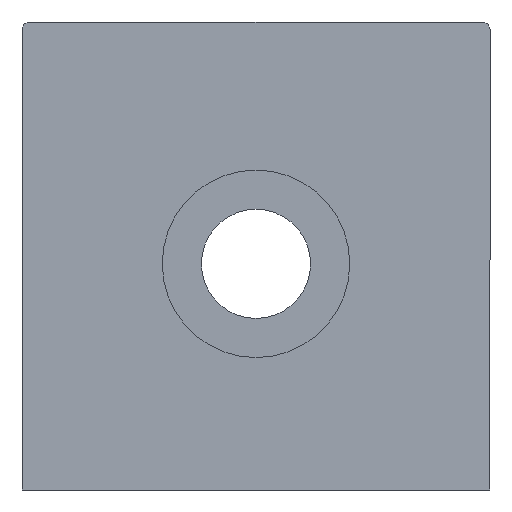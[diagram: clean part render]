
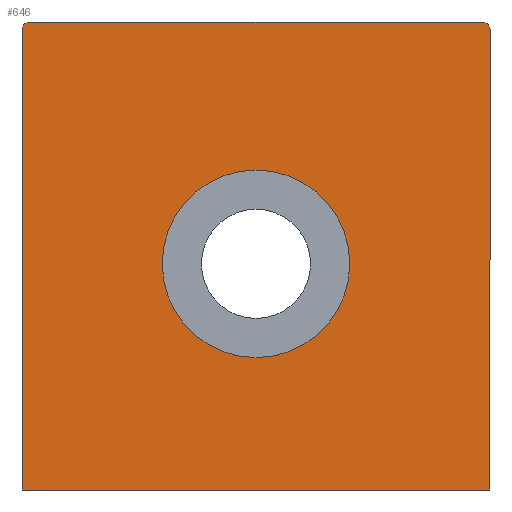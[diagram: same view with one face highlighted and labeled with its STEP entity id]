
A CAD part, front view. The second image highlights one B-rep face of the part: STEP entity #646.
In plain terms, the highlighted planar face has unit normal (0, -1, 0).
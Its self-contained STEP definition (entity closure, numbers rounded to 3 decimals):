
#14 = FACE_OUTER_BOUND ( 'NONE', #402, .T. ) ;
#18 = CARTESIAN_POINT ( 'NONE',  ( 15., 0., 20.51 ) ) ;
#24 = CARTESIAN_POINT ( 'NONE',  ( 15., 0., 8.49 ) ) ;
#46 = AXIS2_PLACEMENT_3D ( 'NONE', #169, #235, #292 ) ;
#56 = CARTESIAN_POINT ( 'NONE',  ( 0., 0., 0. ) ) ;
#70 = EDGE_LOOP ( 'NONE', ( #193, #165 ) ) ;
#91 = AXIS2_PLACEMENT_3D ( 'NONE', #460, #349, #168 ) ;
#106 = ORIENTED_EDGE ( 'NONE', *, *, #666, .T. ) ;
#124 = CARTESIAN_POINT ( 'NONE',  ( 30., 0., 0. ) ) ;
#126 = DIRECTION ( 'NONE',  ( 0., 1., 0. ) ) ;
#142 = EDGE_CURVE ( 'NONE', #613, #669, #465, .T. ) ;
#143 = CARTESIAN_POINT ( 'NONE',  ( 0., 0., 30. ) ) ;
#153 = VECTOR ( 'NONE', #194, 1000. ) ;
#155 = VERTEX_POINT ( 'NONE', #410 ) ;
#156 = ORIENTED_EDGE ( 'NONE', *, *, #217, .F. ) ;
#165 = ORIENTED_EDGE ( 'NONE', *, *, #575, .T. ) ;
#168 = DIRECTION ( 'NONE',  ( 0., 0., 1. ) ) ;
#169 = CARTESIAN_POINT ( 'NONE',  ( 0., 0., 0. ) ) ;
#172 = CARTESIAN_POINT ( 'NONE',  ( 29.5, 0., 30. ) ) ;
#188 = CARTESIAN_POINT ( 'NONE',  ( 29.5, 0., 29.5 ) ) ;
#193 = ORIENTED_EDGE ( 'NONE', *, *, #228, .T. ) ;
#194 = DIRECTION ( 'NONE',  ( 1., 0., 0. ) ) ;
#200 = CARTESIAN_POINT ( 'NONE',  ( 0., 0., 0. ) ) ;
#217 = EDGE_CURVE ( 'NONE', #613, #688, #641, .T. ) ;
#228 = EDGE_CURVE ( 'NONE', #722, #746, #452, .T. ) ;
#230 = CARTESIAN_POINT ( 'NONE',  ( 30., 0., 0. ) ) ;
#233 = VECTOR ( 'NONE', #381, 1000. ) ;
#235 = DIRECTION ( 'NONE',  ( 0., 1., 0. ) ) ;
#240 = AXIS2_PLACEMENT_3D ( 'NONE', #413, #126, #525 ) ;
#243 = EDGE_CURVE ( 'NONE', #283, #669, #545, .T. ) ;
#244 = CARTESIAN_POINT ( 'NONE',  ( 0., 0., 0. ) ) ;
#277 = DIRECTION ( 'NONE',  ( 0., 1., 0. ) ) ;
#283 = VERTEX_POINT ( 'NONE', #481 ) ;
#291 = AXIS2_PLACEMENT_3D ( 'NONE', #740, #277, #439 ) ;
#292 = DIRECTION ( 'NONE',  ( 0., 0., 1. ) ) ;
#298 = CIRCLE ( 'NONE', #91, 0.5 ) ;
#299 = VECTOR ( 'NONE', #705, 1000. ) ;
#300 = DIRECTION ( 'NONE',  ( 0., 0., 1. ) ) ;
#349 = DIRECTION ( 'NONE',  ( 0., -1., 0. ) ) ;
#381 = DIRECTION ( 'NONE',  ( -1., 0., 0. ) ) ;
#394 = CIRCLE ( 'NONE', #291, 6.01 ) ;
#398 = CARTESIAN_POINT ( 'NONE',  ( 30., 0., 29.5 ) ) ;
#402 = EDGE_LOOP ( 'NONE', ( #530, #106, #405, #735, #156, #630 ) ) ;
#405 = ORIENTED_EDGE ( 'NONE', *, *, #713, .F. ) ;
#410 = CARTESIAN_POINT ( 'NONE',  ( 0., 0., 29.5 ) ) ;
#413 = CARTESIAN_POINT ( 'NONE',  ( 15., 0., 14.5 ) ) ;
#421 = EDGE_CURVE ( 'NONE', #688, #644, #726, .T. ) ;
#439 = DIRECTION ( 'NONE',  ( 0., 0., 1. ) ) ;
#452 = CIRCLE ( 'NONE', #240, 6.01 ) ;
#460 = CARTESIAN_POINT ( 'NONE',  ( 0.5, 0., 29.5 ) ) ;
#465 = CIRCLE ( 'NONE', #743, 0.5 ) ;
#481 = CARTESIAN_POINT ( 'NONE',  ( 0.5, 0., 30. ) ) ;
#482 = LINE ( 'NONE', #244, #716 ) ;
#525 = DIRECTION ( 'NONE',  ( 0., 0., 1. ) ) ;
#530 = ORIENTED_EDGE ( 'NONE', *, *, #243, .F. ) ;
#536 = FACE_BOUND ( 'NONE', #70, .T. ) ;
#545 = LINE ( 'NONE', #143, #153 ) ;
#575 = EDGE_CURVE ( 'NONE', #746, #722, #394, .T. ) ;
#613 = VERTEX_POINT ( 'NONE', #398 ) ;
#630 = ORIENTED_EDGE ( 'NONE', *, *, #142, .T. ) ;
#632 = PLANE ( 'NONE',  #46 ) ;
#641 = LINE ( 'NONE', #124, #299 ) ;
#644 = VERTEX_POINT ( 'NONE', #56 ) ;
#646 = ADVANCED_FACE ( 'NONE', ( #536, #14 ), #632, .F. ) ;
#654 = DIRECTION ( 'NONE',  ( 0., 0., 1. ) ) ;
#666 = EDGE_CURVE ( 'NONE', #283, #155, #298, .T. ) ;
#669 = VERTEX_POINT ( 'NONE', #172 ) ;
#688 = VERTEX_POINT ( 'NONE', #230 ) ;
#705 = DIRECTION ( 'NONE',  ( 0., 0., -1. ) ) ;
#710 = DIRECTION ( 'NONE',  ( 0., -1., 0. ) ) ;
#713 = EDGE_CURVE ( 'NONE', #644, #155, #482, .T. ) ;
#716 = VECTOR ( 'NONE', #654, 1000. ) ;
#722 = VERTEX_POINT ( 'NONE', #18 ) ;
#726 = LINE ( 'NONE', #200, #233 ) ;
#735 = ORIENTED_EDGE ( 'NONE', *, *, #421, .F. ) ;
#740 = CARTESIAN_POINT ( 'NONE',  ( 15., 0., 14.5 ) ) ;
#743 = AXIS2_PLACEMENT_3D ( 'NONE', #188, #710, #300 ) ;
#746 = VERTEX_POINT ( 'NONE', #24 ) ;
